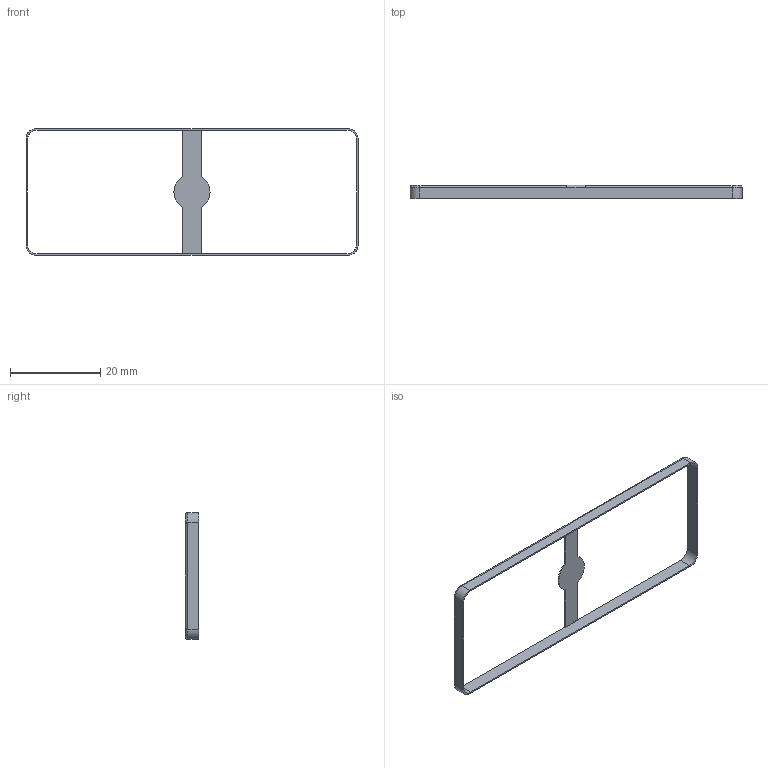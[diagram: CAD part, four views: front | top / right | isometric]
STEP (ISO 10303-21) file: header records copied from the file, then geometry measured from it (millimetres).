
FILE_DESCRIPTION(/* description */ (''),/* implementation_level */ '2;1');
FILE_NAME(/* name */ 'Shield_Masach_MS737-10_73.4x27.8x3mm_TH.step',/* time_stamp */ '2021-01-23T15:00:43+00:00',/* author */ (''),/* organization */ (''),/* preprocessor_version */ 'ST-DEVELOPER v18.1',/* originating_system */ 'Autodesk Translation Framework v9.7.1.1290',/* authorisation */ '');
FILE_SCHEMA (('AUTOMOTIVE_DESIGN { 1 0 10303 214 3 1 1 }'));
Length unit declared in the file: millimetre
Products named in the file (1): Shield_Masach_MS737-10_73.4x27.8x3mm_TH
Bounding box: 73.7 x 2.9 x 28.1 mm (x, y, z)
Volume: 191.8 mm3; surface area: 1491.6 mm2
Topology: 1 solids, 1 shells, 37 faces, 102 edges, 64 vertices
Faces by surface type: cylinder 18, plane 15, torus 4
Entity records: 1264 total; most frequent: CARTESIAN_POINT 272, ORIENTED_EDGE 204, DIRECTION 198, EDGE_CURVE 102, AXIS2_PLACEMENT_3D 70, VERTEX_POINT 64, LINE 58, VECTOR 58
